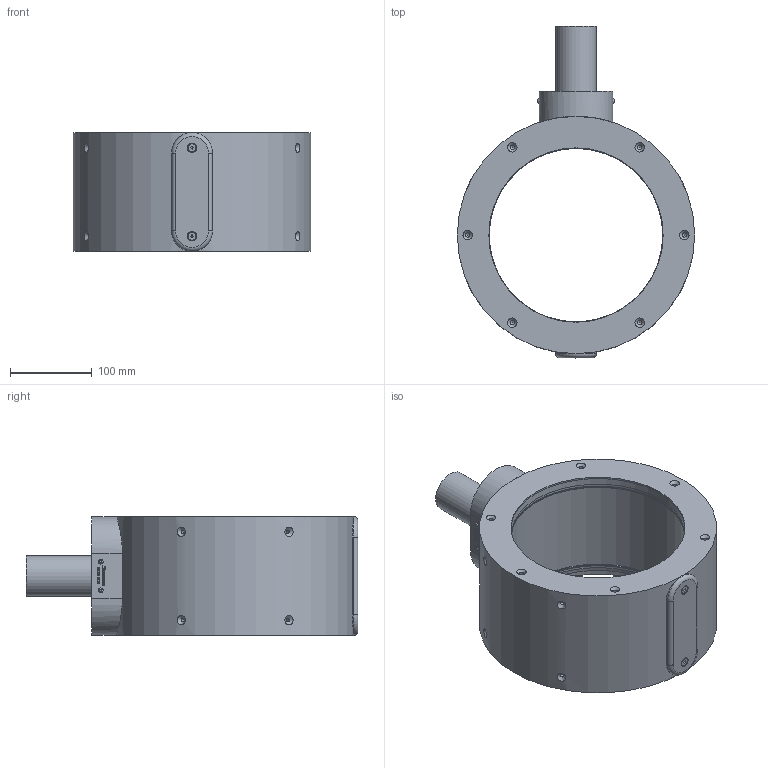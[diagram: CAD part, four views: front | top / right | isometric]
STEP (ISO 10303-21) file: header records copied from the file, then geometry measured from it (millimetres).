
FILE_DESCRIPTION (( 'STEP AP214' ), '1' );
FILE_NAME ('P-212-530-rev-F-ST.STEP', '2026-01-02T09:05:46', ( '' ), ( '' ), 'SwSTEP 2.0', 'SolidWorks 2024', '' );
FILE_SCHEMA (( 'AUTOMOTIVE_DESIGN' ));
Length unit declared in the file: millimetre
Products named in the file (1): P-212-530-rev-F-ST
Bounding box: 290 x 405.45 x 145 mm (x, y, z)
Volume: 4960743.6 mm3; surface area: 326482.7 mm2
Topology: 1 solids, 1 shells, 629 faces, 1636 edges, 1076 vertices
Faces by surface type: plane 313, bspline 212, cone 51, cylinder 46, torus 7
Full cylindrical faces by diameter (mm): 4.2 x8, 5.5 x12, 5.7 x4, 8.5 x6, 9.64 x2, 50 x1, 212 x2, 213 x3
Entity records: 36575 total; most frequent: CARTESIAN_POINT 16364, ORIENTED_EDGE 2976, DIRECTION 2000, EDGE_CURVE 1488, VERTEX_POINT 1022, VECTOR 920, LINE 920, EDGE_LOOP 792
